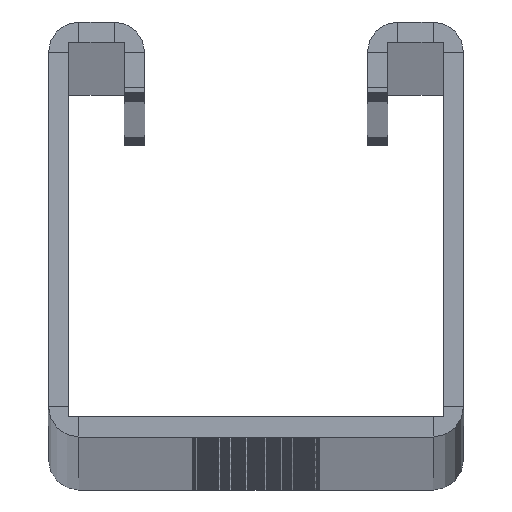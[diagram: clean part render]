
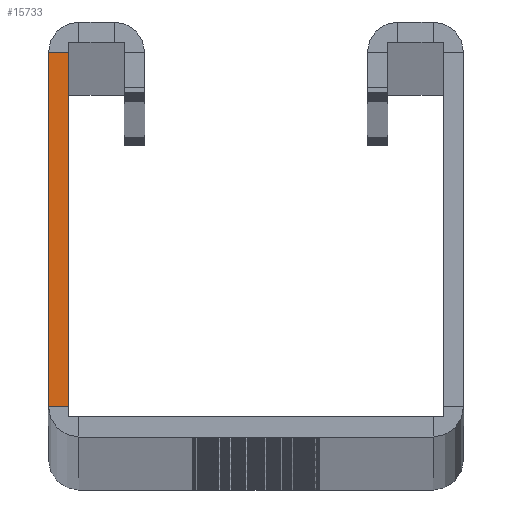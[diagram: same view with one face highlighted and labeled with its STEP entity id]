
A CAD part, top view. The second image highlights one B-rep face of the part: STEP entity #15733.
In plain terms, the highlighted planar face has unit normal (0, 0, 1).
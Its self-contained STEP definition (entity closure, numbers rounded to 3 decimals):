
#711 = VERTEX_POINT ( 'NONE', #40751 ) ;
#1434 = ORIENTED_EDGE ( 'NONE', *, *, #10346, .T. ) ;
#1548 = ORIENTED_EDGE ( 'NONE', *, *, #41181, .T. ) ;
#9952 = AXIS2_PLACEMENT_3D ( 'NONE', #39620, #33991, #34244 ) ;
#10346 = EDGE_CURVE ( 'NONE', #29231, #42460, #26840, .T. ) ;
#14782 = VECTOR ( 'NONE', #19531, 1000. ) ;
#15733 = ADVANCED_FACE ( 'NONE', ( #54378 ), #33722, .T. ) ;
#17943 = CARTESIAN_POINT ( 'NONE',  ( -18.5, 38., 0. ) ) ;
#19531 = DIRECTION ( 'NONE',  ( -1., 0., 0. ) ) ;
#21076 = DIRECTION ( 'NONE',  ( 0., 1., 0. ) ) ;
#21112 = CARTESIAN_POINT ( 'NONE',  ( -20.5, 3., 0. ) ) ;
#22712 = LINE ( 'NONE', #39529, #70652 ) ;
#23153 = DIRECTION ( 'NONE',  ( 0., 1., 0. ) ) ;
#26840 = LINE ( 'NONE', #21112, #28755 ) ;
#27244 = EDGE_LOOP ( 'NONE', ( #39197, #1434, #1548, #72960 ) ) ;
#28755 = VECTOR ( 'NONE', #63929, 1000. ) ;
#29231 = VERTEX_POINT ( 'NONE', #37295 ) ;
#33722 = PLANE ( 'NONE',  #9952 ) ;
#33867 = LINE ( 'NONE', #17943, #14782 ) ;
#33991 = DIRECTION ( 'NONE',  ( 0., 0., 1. ) ) ;
#34244 = DIRECTION ( 'NONE',  ( 1., 0., 0. ) ) ;
#37295 = CARTESIAN_POINT ( 'NONE',  ( -20.5, 3., 0. ) ) ;
#39197 = ORIENTED_EDGE ( 'NONE', *, *, #59300, .F. ) ;
#39529 = CARTESIAN_POINT ( 'NONE',  ( -20.5, 0., 0. ) ) ;
#39620 = CARTESIAN_POINT ( 'NONE',  ( -17.5, 2., 0. ) ) ;
#39758 = LINE ( 'NONE', #59302, #41657 ) ;
#40751 = CARTESIAN_POINT ( 'NONE',  ( -18.5, 38., 0. ) ) ;
#41170 = CARTESIAN_POINT ( 'NONE',  ( -18.5, 3., 0. ) ) ;
#41181 = EDGE_CURVE ( 'NONE', #42460, #711, #39758, .T. ) ;
#41657 = VECTOR ( 'NONE', #23153, 1000. ) ;
#42460 = VERTEX_POINT ( 'NONE', #41170 ) ;
#49616 = EDGE_CURVE ( 'NONE', #711, #56281, #33867, .T. ) ;
#54378 = FACE_OUTER_BOUND ( 'NONE', #27244, .T. ) ;
#56281 = VERTEX_POINT ( 'NONE', #57983 ) ;
#57983 = CARTESIAN_POINT ( 'NONE',  ( -20.5, 38., 0. ) ) ;
#59300 = EDGE_CURVE ( 'NONE', #29231, #56281, #22712, .T. ) ;
#59302 = CARTESIAN_POINT ( 'NONE',  ( -18.5, 0., 0. ) ) ;
#63929 = DIRECTION ( 'NONE',  ( 1., 0., 0. ) ) ;
#70652 = VECTOR ( 'NONE', #21076, 1000. ) ;
#72960 = ORIENTED_EDGE ( 'NONE', *, *, #49616, .T. ) ;
